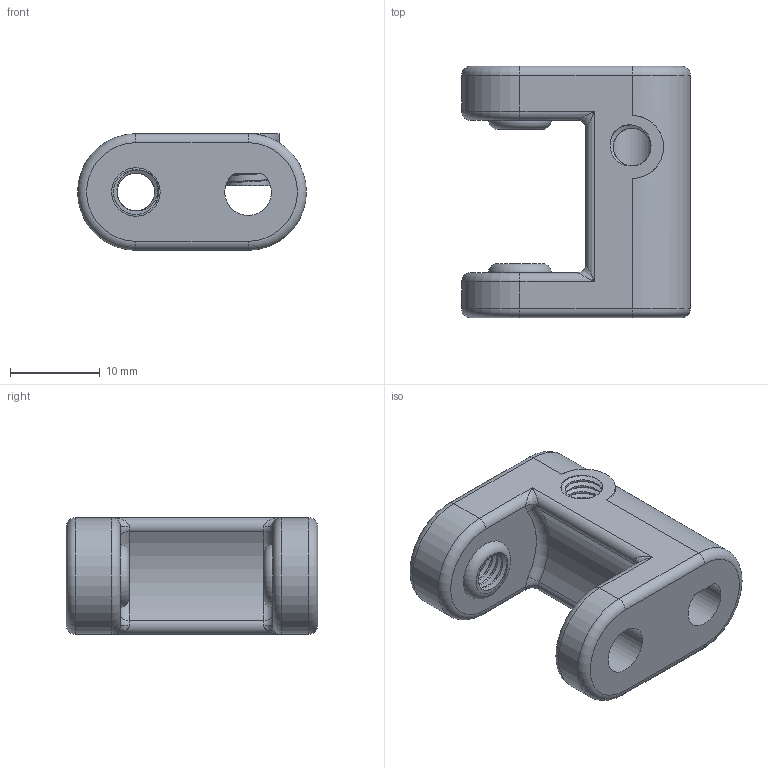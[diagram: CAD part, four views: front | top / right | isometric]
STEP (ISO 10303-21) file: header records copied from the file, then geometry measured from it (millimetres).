
FILE_DESCRIPTION( ( '' ), ' ' );
FILE_NAME( '5ebcb9902ab7bc14bf87eaf5.step', '2020-05-14T03:22:56', ( '' ), ( '' ), ' ', ' ', ' ' );
FILE_SCHEMA( ( 'AUTOMOTIVE_DESIGN { 1 0 10303 214 1 1 1 1 }' ) );
Length unit declared in the file: metre
Products named in the file (1): rotor
Bounding box: 25.5 x 28 x 13 mm (x, y, z)
Volume: 4461 mm3; surface area: 3038 mm2
Topology: 1 solids, 1 shells, 60 faces, 166 edges, 100 vertices
Faces by surface type: cylinder 26, torus 14, bspline 10, plane 10
Full cylindrical faces by diameter (mm): 5.4 x1, 7 x1
Entity records: 6034 total; most frequent: CARTESIAN_POINT 4142, ORIENTED_EDGE 310, DIRECTION 277, EDGE_CURVE 155, AXIS2_PLACEMENT_3D 121, VERTEX_POINT 97, EDGE_LOOP 74, FACE_OUTER_BOUND 64
